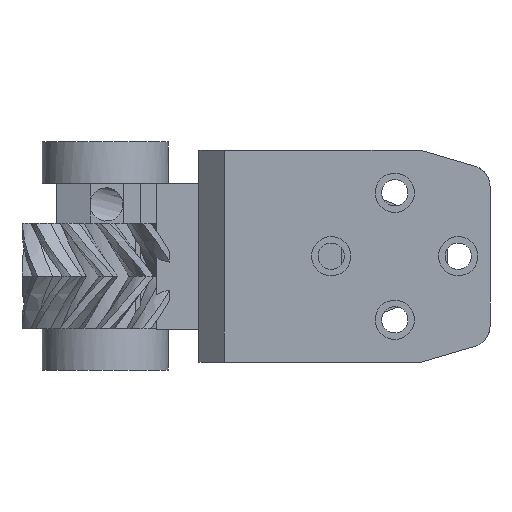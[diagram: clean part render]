
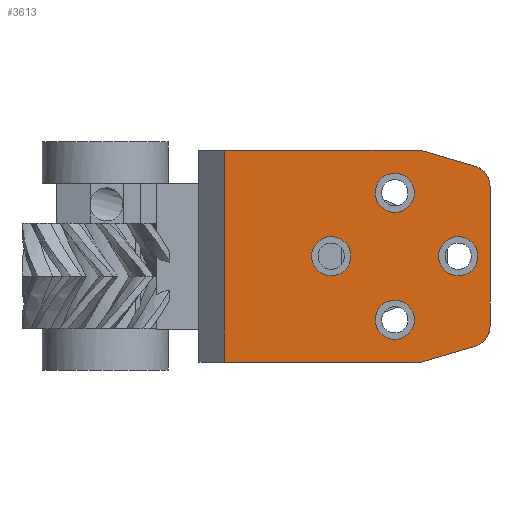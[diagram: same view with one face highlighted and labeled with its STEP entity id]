
A CAD part, front view. The second image highlights one B-rep face of the part: STEP entity #3613.
In plain terms, the highlighted planar face has unit normal (0, -1, 0).
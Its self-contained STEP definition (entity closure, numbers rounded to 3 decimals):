
#25=FACE_BOUND('',#958,.T.);
#26=FACE_BOUND('',#959,.T.);
#27=FACE_BOUND('',#960,.T.);
#28=FACE_BOUND('',#961,.T.);
#162=PLANE('',#3900);
#309=LINE('',#17301,#550);
#310=LINE('',#17304,#551);
#358=LINE('',#17457,#599);
#359=LINE('',#17459,#600);
#362=LINE('',#17464,#603);
#363=LINE('',#17466,#604);
#550=VECTOR('',#4258,10.);
#551=VECTOR('',#4261,10.);
#599=VECTOR('',#4417,10.);
#600=VECTOR('',#4420,10.);
#603=VECTOR('',#4425,10.);
#604=VECTOR('',#4428,10.);
#748=FACE_OUTER_BOUND('',#957,.T.);
#957=EDGE_LOOP('',(#2638,#2639,#2640,#2641,#2642,#2643,#2644,#2645));
#958=EDGE_LOOP('',(#2646));
#959=EDGE_LOOP('',(#2647));
#960=EDGE_LOOP('',(#2648));
#961=EDGE_LOOP('',(#2649));
#1124=CIRCLE('',#3852,1.85);
#1127=CIRCLE('',#3857,1.85);
#1130=CIRCLE('',#3862,1.85);
#1133=CIRCLE('',#3867,1.85);
#1146=CIRCLE('',#3889,2.);
#1147=CIRCLE('',#3895,2.);
#1480=VERTEX_POINT('',#17294);
#1483=VERTEX_POINT('',#17299);
#1484=VERTEX_POINT('',#17303);
#1500=VERTEX_POINT('',#17347);
#1503=VERTEX_POINT('',#17356);
#1506=VERTEX_POINT('',#17365);
#1509=VERTEX_POINT('',#17374);
#1532=VERTEX_POINT('',#17437);
#1533=VERTEX_POINT('',#17439);
#1534=VERTEX_POINT('',#17451);
#1535=VERTEX_POINT('',#17453);
#1536=VERTEX_POINT('',#17462);
#1867=EDGE_CURVE('',#1483,#1480,#309,.T.);
#1868=EDGE_CURVE('',#1480,#1484,#310,.T.);
#1891=EDGE_CURVE('',#1500,#1500,#1124,.T.);
#1895=EDGE_CURVE('',#1503,#1503,#1127,.T.);
#1899=EDGE_CURVE('',#1506,#1506,#1130,.T.);
#1903=EDGE_CURVE('',#1509,#1509,#1133,.T.);
#1935=EDGE_CURVE('',#1532,#1533,#1146,.T.);
#1942=EDGE_CURVE('',#1534,#1535,#1147,.T.);
#1944=EDGE_CURVE('',#1533,#1534,#358,.T.);
#1945=EDGE_CURVE('',#1484,#1532,#359,.T.);
#1948=EDGE_CURVE('',#1536,#1483,#362,.T.);
#1949=EDGE_CURVE('',#1535,#1536,#363,.T.);
#2638=ORIENTED_EDGE('',*,*,#1867,.F.);
#2639=ORIENTED_EDGE('',*,*,#1948,.F.);
#2640=ORIENTED_EDGE('',*,*,#1949,.F.);
#2641=ORIENTED_EDGE('',*,*,#1942,.F.);
#2642=ORIENTED_EDGE('',*,*,#1944,.F.);
#2643=ORIENTED_EDGE('',*,*,#1935,.F.);
#2644=ORIENTED_EDGE('',*,*,#1945,.F.);
#2645=ORIENTED_EDGE('',*,*,#1868,.F.);
#2646=ORIENTED_EDGE('',*,*,#1891,.F.);
#2647=ORIENTED_EDGE('',*,*,#1895,.F.);
#2648=ORIENTED_EDGE('',*,*,#1899,.F.);
#2649=ORIENTED_EDGE('',*,*,#1903,.F.);
#3613=ADVANCED_FACE('',(#748,#25,#26,#27,#28),#162,.F.);
#3852=AXIS2_PLACEMENT_3D('',#17348,#4298,#4299);
#3857=AXIS2_PLACEMENT_3D('',#17357,#4309,#4310);
#3862=AXIS2_PLACEMENT_3D('',#17366,#4320,#4321);
#3867=AXIS2_PLACEMENT_3D('',#17375,#4331,#4332);
#3889=AXIS2_PLACEMENT_3D('',#17440,#4394,#4395);
#3895=AXIS2_PLACEMENT_3D('',#17454,#4412,#4413);
#3900=AXIS2_PLACEMENT_3D('',#17467,#4429,#4430);
#4258=DIRECTION('',(0.,0.,1.));
#4261=DIRECTION('',(1.,0.,0.));
#4298=DIRECTION('center_axis',(0.,-1.,0.));
#4299=DIRECTION('ref_axis',(1.,0.,0.));
#4309=DIRECTION('center_axis',(0.,-1.,0.));
#4310=DIRECTION('ref_axis',(1.,0.,0.));
#4320=DIRECTION('center_axis',(0.,-1.,0.));
#4321=DIRECTION('ref_axis',(1.,0.,0.));
#4331=DIRECTION('center_axis',(0.,-1.,0.));
#4332=DIRECTION('ref_axis',(1.,0.,0.));
#4394=DIRECTION('center_axis',(0.,1.,0.));
#4395=DIRECTION('ref_axis',(0.281,0.,0.96));
#4412=DIRECTION('center_axis',(0.,1.,0.));
#4413=DIRECTION('ref_axis',(1.,0.,0.));
#4417=DIRECTION('',(0.,0.,-1.));
#4420=DIRECTION('',(0.96,0.,-0.281));
#4425=DIRECTION('',(-1.,0.,0.));
#4428=DIRECTION('',(-0.96,0.,-0.281));
#4429=DIRECTION('center_axis',(0.,1.,0.));
#4430=DIRECTION('ref_axis',(0.,0.,1.));
#17294=CARTESIAN_POINT('',(11.253,-22.,6.9));
#17299=CARTESIAN_POINT('',(11.253,-22.,-13.1));
#17301=CARTESIAN_POINT('',(11.253,-22.,-8.1));
#17303=CARTESIAN_POINT('',(29.853,-22.,6.9));
#17304=CARTESIAN_POINT('',(8.853,-22.,6.9));
#17347=CARTESIAN_POINT('',(25.503,-22.,2.9));
#17348=CARTESIAN_POINT('Origin',(27.353,-22.,2.9));
#17356=CARTESIAN_POINT('',(31.503,-22.,-3.1));
#17357=CARTESIAN_POINT('Origin',(33.353,-22.,-3.1));
#17365=CARTESIAN_POINT('',(19.503,-22.,-3.1));
#17366=CARTESIAN_POINT('Origin',(21.353,-22.,-3.1));
#17374=CARTESIAN_POINT('',(25.503,-22.,-9.1));
#17375=CARTESIAN_POINT('Origin',(27.353,-22.,-9.1));
#17437=CARTESIAN_POINT('',(34.914,-22.,5.421));
#17439=CARTESIAN_POINT('',(36.353,-22.,3.501));
#17440=CARTESIAN_POINT('Origin',(34.353,-22.,3.501));
#17451=CARTESIAN_POINT('',(36.353,-22.,-9.701));
#17453=CARTESIAN_POINT('',(34.914,-22.,-11.621));
#17454=CARTESIAN_POINT('Origin',(34.353,-22.,-9.701));
#17457=CARTESIAN_POINT('',(36.353,-22.,3.501));
#17459=CARTESIAN_POINT('',(29.853,-22.,6.9));
#17462=CARTESIAN_POINT('',(29.853,-22.,-13.1));
#17464=CARTESIAN_POINT('',(36.353,-22.,-13.1));
#17466=CARTESIAN_POINT('',(34.914,-22.,-11.621));
#17467=CARTESIAN_POINT('Origin',(22.603,-22.,-3.1));
